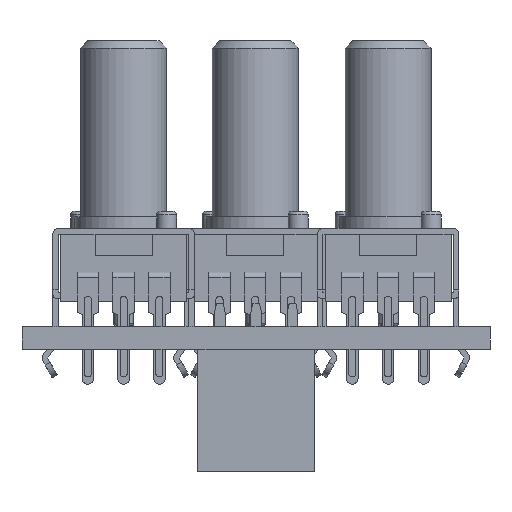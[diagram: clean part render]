
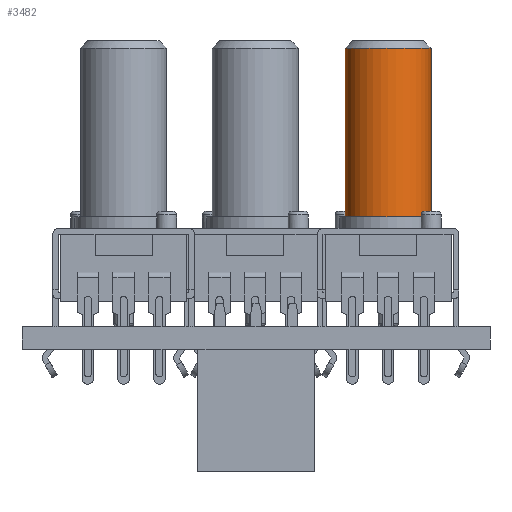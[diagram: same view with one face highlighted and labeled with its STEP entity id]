
A CAD part, front view. The second image highlights one B-rep face of the part: STEP entity #3482.
In plain terms, the highlighted cylindrical face has radius 3 mm (diameter 6 mm), a full revolution.
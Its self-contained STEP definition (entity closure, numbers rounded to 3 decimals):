
#3353 = VERTEX_POINT('',#3354);
#3354 = CARTESIAN_POINT('',(-2.598,1.5,6.5));
#3355 = VERTEX_POINT('',#3356);
#3356 = CARTESIAN_POINT('',(2.598,1.5,6.5));
#3362 = EDGE_CURVE('',#3353,#3355,#3363,.T.);
#3363 = CIRCLE('',#3364,3.);
#3364 = AXIS2_PLACEMENT_3D('',#3365,#3366,#3367);
#3365 = CARTESIAN_POINT('',(0.,0.,6.5));
#3366 = DIRECTION('',(0.,0.,-1.));
#3367 = DIRECTION('',(-0.866,0.5,0.));
#3403 = VERTEX_POINT('',#3404);
#3404 = CARTESIAN_POINT('',(2.598,1.5,13.));
#3413 = VERTEX_POINT('',#3414);
#3414 = CARTESIAN_POINT('',(-2.598,1.5,13.));
#3437 = EDGE_CURVE('',#3355,#3403,#3438,.T.);
#3438 = LINE('',#3439,#3440);
#3439 = CARTESIAN_POINT('',(2.598,1.5,6.5));
#3440 = VECTOR('',#3441,1.);
#3441 = DIRECTION('',(0.,0.,1.));
#3444 = EDGE_CURVE('',#3413,#3353,#3445,.T.);
#3445 = LINE('',#3446,#3447);
#3446 = CARTESIAN_POINT('',(-2.598,1.5,13.));
#3447 = VECTOR('',#3448,1.);
#3448 = DIRECTION('',(0.,0.,-1.));
#3459 = EDGE_CURVE('',#3403,#3460,#3462,.T.);
#3460 = VERTEX_POINT('',#3461);
#3461 = CARTESIAN_POINT('',(-3.,0.,13.));
#3462 = CIRCLE('',#3463,3.);
#3463 = AXIS2_PLACEMENT_3D('',#3464,#3465,#3466);
#3464 = CARTESIAN_POINT('',(0.,0.,13.));
#3465 = DIRECTION('',(0.,0.,-1.));
#3466 = DIRECTION('',(1.,0.,0.));
#3471 = EDGE_CURVE('',#3460,#3413,#3472,.T.);
#3472 = CIRCLE('',#3473,3.);
#3473 = AXIS2_PLACEMENT_3D('',#3474,#3475,#3476);
#3474 = CARTESIAN_POINT('',(0.,0.,13.));
#3475 = DIRECTION('',(0.,0.,-1.));
#3476 = DIRECTION('',(1.,0.,0.));
#3482 = ADVANCED_FACE('',(#3483),#3505,.T.);
#3483 = FACE_BOUND('',#3484,.T.);
#3484 = EDGE_LOOP('',(#3485,#3494,#3499,#3500,#3501,#3502,#3503,#3504));
#3485 = ORIENTED_EDGE('',*,*,#3486,.F.);
#3486 = EDGE_CURVE('',#3487,#3487,#3489,.T.);
#3487 = VERTEX_POINT('',#3488);
#3488 = CARTESIAN_POINT('',(-3.,0.,1.2));
#3489 = CIRCLE('',#3490,3.);
#3490 = AXIS2_PLACEMENT_3D('',#3491,#3492,#3493);
#3491 = CARTESIAN_POINT('',(0.,0.,1.2));
#3492 = DIRECTION('',(0.,0.,-1.));
#3493 = DIRECTION('',(-1.,0.,0.));
#3494 = ORIENTED_EDGE('',*,*,#3495,.F.);
#3495 = EDGE_CURVE('',#3460,#3487,#3496,.T.);
#3496 = B_SPLINE_CURVE_WITH_KNOTS('',1,(#3497,#3498),.UNSPECIFIED.,.F.,
  .F.,(2,2),(3.245,15.045),.PIECEWISE_BEZIER_KNOTS.);
#3497 = CARTESIAN_POINT('',(-3.,0.,13.));
#3498 = CARTESIAN_POINT('',(-3.,0.,1.2));
#3499 = ORIENTED_EDGE('',*,*,#3471,.T.);
#3500 = ORIENTED_EDGE('',*,*,#3444,.T.);
#3501 = ORIENTED_EDGE('',*,*,#3362,.T.);
#3502 = ORIENTED_EDGE('',*,*,#3437,.T.);
#3503 = ORIENTED_EDGE('',*,*,#3459,.T.);
#3504 = ORIENTED_EDGE('',*,*,#3495,.T.);
#3505 = CYLINDRICAL_SURFACE('',#3506,3.);
#3506 = AXIS2_PLACEMENT_3D('',#3507,#3508,#3509);
#3507 = CARTESIAN_POINT('',(0.,0.,16.245
    ));
#3508 = DIRECTION('',(0.,0.,-1.));
#3509 = DIRECTION('',(-1.,0.,0.));
